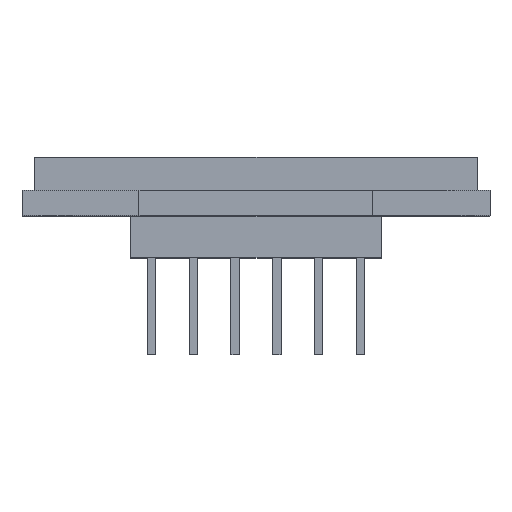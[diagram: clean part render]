
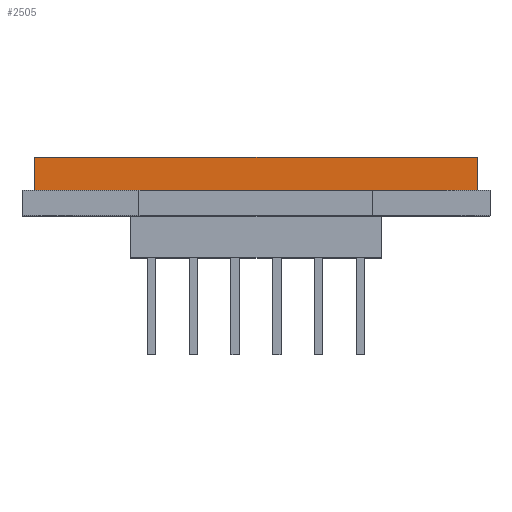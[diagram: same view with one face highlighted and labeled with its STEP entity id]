
A CAD part, top view. The second image highlights one B-rep face of the part: STEP entity #2505.
In plain terms, the highlighted planar face has unit normal (0, 0, 1).
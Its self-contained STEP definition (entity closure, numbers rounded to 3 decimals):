
#251 = ORIENTED_EDGE ( 'NONE', *, *, #2183, .T. ) ;
#514 = AXIS2_PLACEMENT_3D ( 'NONE', #2644, #5935, #3134 ) ;
#883 = CARTESIAN_POINT ( 'NONE',  ( -13.25, 3.5, 9.5 ) ) ;
#1217 = EDGE_LOOP ( 'NONE', ( #3799, #2655, #3891, #251 ) ) ;
#1376 = LINE ( 'NONE', #3491, #3762 ) ;
#1659 = CARTESIAN_POINT ( 'NONE',  ( 13.25, 1.5, 9.5 ) ) ;
#1926 = DIRECTION ( 'NONE',  ( 1., 0., 0. ) ) ;
#2032 = VECTOR ( 'NONE', #4852, 1000. ) ;
#2183 = EDGE_CURVE ( 'NONE', #4531, #3812, #4861, .T. ) ;
#2188 = VECTOR ( 'NONE', #4183, 1000. ) ;
#2505 = ADVANCED_FACE ( 'NONE', ( #4928 ), #3113, .F. ) ;
#2545 = LINE ( 'NONE', #4746, #5070 ) ;
#2644 = CARTESIAN_POINT ( 'NONE',  ( -13.25, 3.5, 9.5 ) ) ;
#2655 = ORIENTED_EDGE ( 'NONE', *, *, #3870, .F. ) ;
#2735 = EDGE_CURVE ( 'NONE', #3812, #5261, #2545, .T. ) ;
#2856 = EDGE_CURVE ( 'NONE', #4531, #5192, #3297, .T. ) ;
#2974 = CARTESIAN_POINT ( 'NONE',  ( -13.25, 1.5, 9.5 ) ) ;
#3113 = PLANE ( 'NONE',  #514 ) ;
#3134 = DIRECTION ( 'NONE',  ( -1., 0., 0. ) ) ;
#3297 = LINE ( 'NONE', #3439, #2032 ) ;
#3439 = CARTESIAN_POINT ( 'NONE',  ( -13.25, 3.5, 9.5 ) ) ;
#3491 = CARTESIAN_POINT ( 'NONE',  ( 13.25, 3.5, 9.5 ) ) ;
#3762 = VECTOR ( 'NONE', #5420, 1000. ) ;
#3799 = ORIENTED_EDGE ( 'NONE', *, *, #2735, .T. ) ;
#3812 = VERTEX_POINT ( 'NONE', #2974 ) ;
#3870 = EDGE_CURVE ( 'NONE', #5192, #5261, #1376, .T. ) ;
#3891 = ORIENTED_EDGE ( 'NONE', *, *, #2856, .F. ) ;
#4042 = CARTESIAN_POINT ( 'NONE',  ( -13.25, 3.5, 9.5 ) ) ;
#4183 = DIRECTION ( 'NONE',  ( 0., -1., 0. ) ) ;
#4443 = CARTESIAN_POINT ( 'NONE',  ( 13.25, 3.5, 9.5 ) ) ;
#4531 = VERTEX_POINT ( 'NONE', #4042 ) ;
#4746 = CARTESIAN_POINT ( 'NONE',  ( -13.25, 1.5, 9.5 ) ) ;
#4852 = DIRECTION ( 'NONE',  ( 1., 0., 0. ) ) ;
#4861 = LINE ( 'NONE', #883, #2188 ) ;
#4928 = FACE_OUTER_BOUND ( 'NONE', #1217, .T. ) ;
#5070 = VECTOR ( 'NONE', #1926, 1000. ) ;
#5192 = VERTEX_POINT ( 'NONE', #4443 ) ;
#5261 = VERTEX_POINT ( 'NONE', #1659 ) ;
#5420 = DIRECTION ( 'NONE',  ( 0., -1., 0. ) ) ;
#5935 = DIRECTION ( 'NONE',  ( 0., 0., -1. ) ) ;
